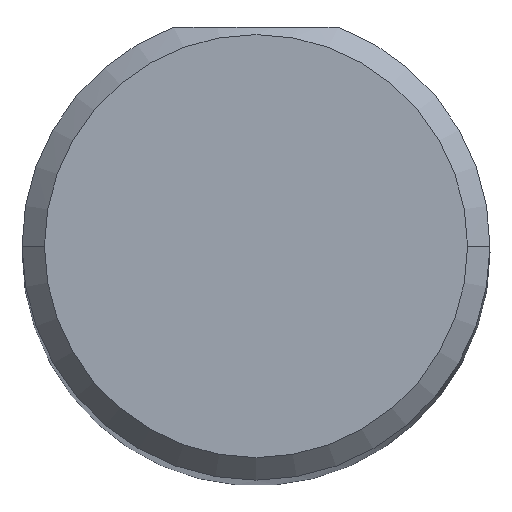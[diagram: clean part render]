
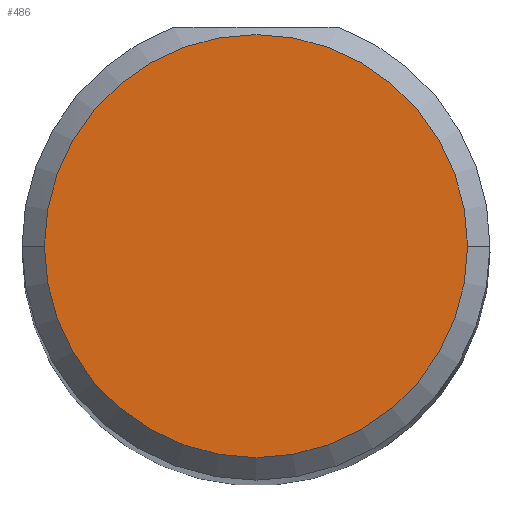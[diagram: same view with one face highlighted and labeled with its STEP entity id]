
A CAD part, top view. The second image highlights one B-rep face of the part: STEP entity #486.
In plain terms, the highlighted planar face has unit normal (0, 0, 1).
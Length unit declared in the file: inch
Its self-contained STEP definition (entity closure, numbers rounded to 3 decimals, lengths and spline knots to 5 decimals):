
#53 = CARTESIAN_POINT ( 'NONE',  ( 0., 0., 2.5 ) ) ;
#81 = AXIS2_PLACEMENT_3D ( 'NONE', #532, #477, #692 ) ;
#170 = ORIENTED_EDGE ( 'NONE', *, *, #237, .T. ) ;
#189 = ORIENTED_EDGE ( 'NONE', *, *, #436, .T. ) ;
#237 = EDGE_CURVE ( 'NONE', #278, #380, #478, .T. ) ;
#262 = CIRCLE ( 'NONE', #417, 0.14125 ) ;
#271 = CARTESIAN_POINT ( 'NONE',  ( 0., 0., 2.5 ) ) ;
#278 = VERTEX_POINT ( 'NONE', #674 ) ;
#297 = CARTESIAN_POINT ( 'NONE',  ( -0.14125, 0., 2.5 ) ) ;
#320 = PLANE ( 'NONE',  #81 ) ;
#380 = VERTEX_POINT ( 'NONE', #297 ) ;
#417 = AXIS2_PLACEMENT_3D ( 'NONE', #271, #630, #588 ) ;
#433 = DIRECTION ( 'NONE',  ( 1., 0., 0. ) ) ;
#436 = EDGE_CURVE ( 'NONE', #380, #278, #262, .T. ) ;
#477 = DIRECTION ( 'NONE',  ( 0., 0., 1. ) ) ;
#478 = CIRCLE ( 'NONE', #565, 0.14125 ) ;
#486 = ADVANCED_FACE ( 'NONE', ( #583 ), #320, .T. ) ;
#507 = EDGE_LOOP ( 'NONE', ( #189, #170 ) ) ;
#532 = CARTESIAN_POINT ( 'NONE',  ( 0., 0., 2.5 ) ) ;
#533 = DIRECTION ( 'NONE',  ( 0., 0., 1. ) ) ;
#565 = AXIS2_PLACEMENT_3D ( 'NONE', #53, #533, #433 ) ;
#583 = FACE_OUTER_BOUND ( 'NONE', #507, .T. ) ;
#588 = DIRECTION ( 'NONE',  ( 1., 0., 0. ) ) ;
#630 = DIRECTION ( 'NONE',  ( 0., 0., 1. ) ) ;
#674 = CARTESIAN_POINT ( 'NONE',  ( 0.14125, 0., 2.5 ) ) ;
#692 = DIRECTION ( 'NONE',  ( 1., 0., 0. ) ) ;
